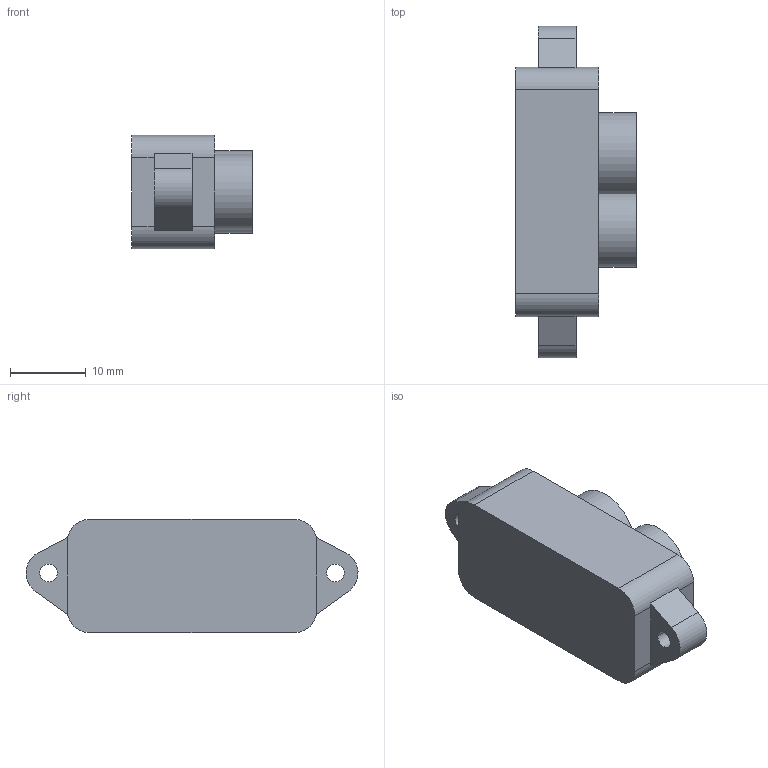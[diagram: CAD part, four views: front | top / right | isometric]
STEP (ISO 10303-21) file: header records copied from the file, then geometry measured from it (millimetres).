
FILE_DESCRIPTION(('CATIA V5 STEP Exchange'),'2;1');
FILE_NAME('lidar.stp','2020-01-23T21:14:44+00:00',('none'),('none'),'CATIA Version 5 Release 21 GA (IN-10)','CATIA V5 STEP AP203','none');
FILE_SCHEMA(('CONFIG_CONTROL_DESIGN'));
Length unit declared in the file: millimetre
Products named in the file (1): Part2
Bounding box: 16 x 43.9 x 15 mm (x, y, z)
Volume: 5835.1 mm3; surface area: 2869.7 mm2
Topology: 1 solids, 1 shells, 51 faces, 126 edges, 84 vertices
Faces by surface type: plane 27, cylinder 24
Entity records: 1445 total; most frequent: ORIENTED_EDGE 252, CARTESIAN_POINT 245, DIRECTION 194, EDGE_CURVE 126, AXIS2_PLACEMENT_3D 91, VERTEX_POINT 84, VECTOR 70, LINE 70
